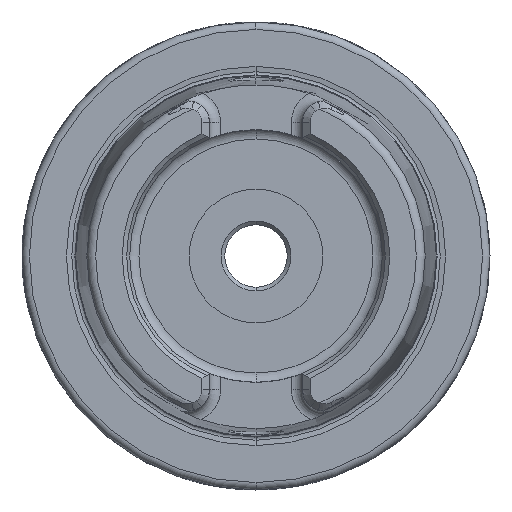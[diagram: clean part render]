
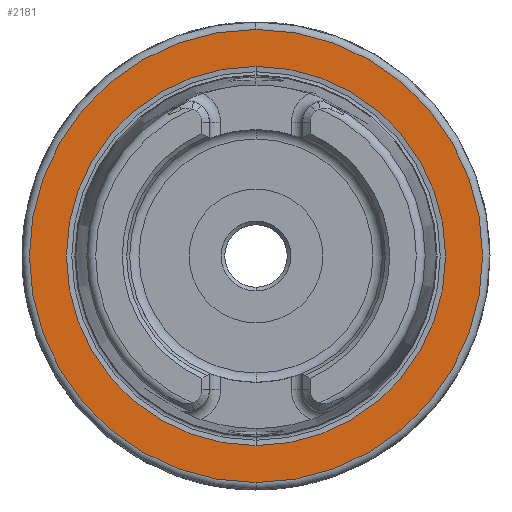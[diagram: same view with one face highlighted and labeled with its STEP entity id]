
A CAD part, left-side view. The second image highlights one B-rep face of the part: STEP entity #2181.
In plain terms, the highlighted planar face has unit normal (-1, 0, 0).
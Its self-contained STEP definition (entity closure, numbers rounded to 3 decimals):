
#240 = CARTESIAN_POINT ( 'NONE',  ( -49., 0., 0. ) ) ;
#531 = CARTESIAN_POINT ( 'NONE',  ( -49., 0., -25.521 ) ) ;
#541 = EDGE_LOOP ( 'NONE', ( #6509, #6457 ) ) ;
#967 = DIRECTION ( 'NONE',  ( 0., 0., -1. ) ) ;
#1103 = EDGE_CURVE ( 'NONE', #4709, #4200, #5580, .T. ) ;
#1105 = CARTESIAN_POINT ( 'NONE',  ( -49., 0., 0. ) ) ;
#1325 = AXIS2_PLACEMENT_3D ( 'NONE', #240, #5445, #967 ) ;
#1484 = CARTESIAN_POINT ( 'NONE',  ( -49., 31.5, 0. ) ) ;
#1826 = DIRECTION ( 'NONE',  ( 0., 0., -1. ) ) ;
#1894 = VERTEX_POINT ( 'NONE', #6895 ) ;
#2181 = ADVANCED_FACE ( 'NONE', ( #6263, #8743 ), #2798, .F. ) ;
#2298 = DIRECTION ( 'NONE',  ( -1., 0., 0. ) ) ;
#2798 = PLANE ( 'NONE',  #7621 ) ;
#2903 = DIRECTION ( 'NONE',  ( 0., 0., -1. ) ) ;
#2923 = EDGE_CURVE ( 'NONE', #4200, #4709, #3015, .T. ) ;
#3015 = CIRCLE ( 'NONE', #1325, 25.521 ) ;
#3824 = DIRECTION ( 'NONE',  ( -1., 0., 0. ) ) ;
#4200 = VERTEX_POINT ( 'NONE', #7123 ) ;
#4375 = AXIS2_PLACEMENT_3D ( 'NONE', #8221, #3824, #8932 ) ;
#4403 = DIRECTION ( 'NONE',  ( 1., 0., 0. ) ) ;
#4709 = VERTEX_POINT ( 'NONE', #531 ) ;
#5215 = AXIS2_PLACEMENT_3D ( 'NONE', #6779, #2298, #7496 ) ;
#5445 = DIRECTION ( 'NONE',  ( 1., 0., 0. ) ) ;
#5580 = CIRCLE ( 'NONE', #8194, 25.521 ) ;
#5879 = VERTEX_POINT ( 'NONE', #7383 ) ;
#6263 = FACE_OUTER_BOUND ( 'NONE', #9148, .T. ) ;
#6313 = DIRECTION ( 'NONE',  ( 1., 0., 0. ) ) ;
#6457 = ORIENTED_EDGE ( 'NONE', *, *, #1103, .T. ) ;
#6509 = ORIENTED_EDGE ( 'NONE', *, *, #2923, .T. ) ;
#6779 = CARTESIAN_POINT ( 'NONE',  ( -49., 0., 0. ) ) ;
#6895 = CARTESIAN_POINT ( 'NONE',  ( -49., 0., 30.5 ) ) ;
#6914 = ORIENTED_EDGE ( 'NONE', *, *, #7200, .T. ) ;
#7123 = CARTESIAN_POINT ( 'NONE',  ( -49., 0., 25.521 ) ) ;
#7200 = EDGE_CURVE ( 'NONE', #1894, #5879, #8709, .T. ) ;
#7383 = CARTESIAN_POINT ( 'NONE',  ( -49., 0., -30.5 ) ) ;
#7496 = DIRECTION ( 'NONE',  ( 0., 0., -1. ) ) ;
#7538 = EDGE_CURVE ( 'NONE', #5879, #1894, #7785, .T. ) ;
#7621 = AXIS2_PLACEMENT_3D ( 'NONE', #1484, #4403, #2903 ) ;
#7785 = CIRCLE ( 'NONE', #5215, 30.5 ) ;
#8194 = AXIS2_PLACEMENT_3D ( 'NONE', #1105, #6313, #1826 ) ;
#8221 = CARTESIAN_POINT ( 'NONE',  ( -49., 0., 0. ) ) ;
#8430 = ORIENTED_EDGE ( 'NONE', *, *, #7538, .T. ) ;
#8709 = CIRCLE ( 'NONE', #4375, 30.5 ) ;
#8743 = FACE_BOUND ( 'NONE', #541, .T. ) ;
#8932 = DIRECTION ( 'NONE',  ( 0., 0., -1. ) ) ;
#9148 = EDGE_LOOP ( 'NONE', ( #8430, #6914 ) ) ;
